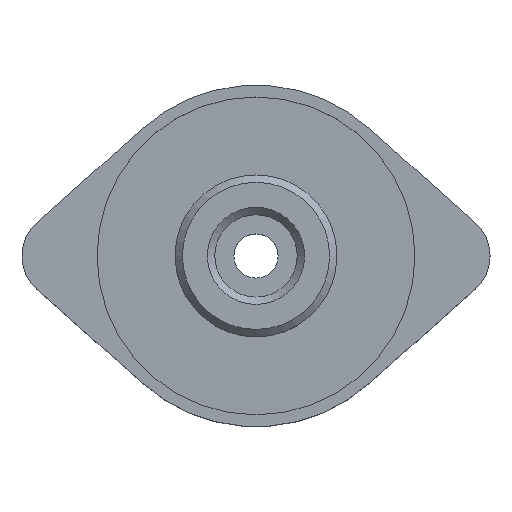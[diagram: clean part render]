
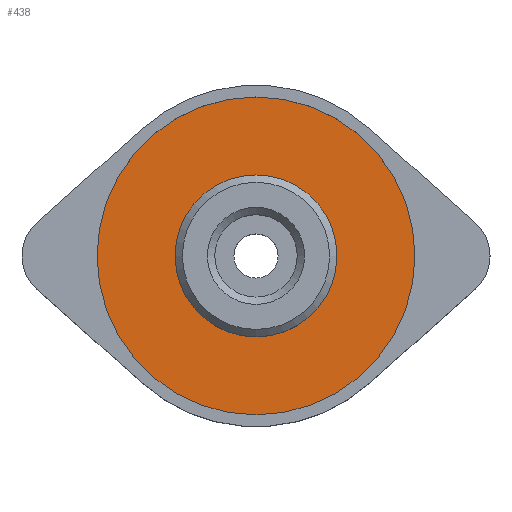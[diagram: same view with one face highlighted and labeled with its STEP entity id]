
A CAD part, top view. The second image highlights one B-rep face of the part: STEP entity #438.
In plain terms, the highlighted planar face has unit normal (0, 0, 1).
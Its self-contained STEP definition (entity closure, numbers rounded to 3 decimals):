
#26=FACE_BOUND('',#95,.T.);
#37=PLANE('',#502);
#63=FACE_OUTER_BOUND('',#94,.T.);
#94=EDGE_LOOP('',(#382));
#95=EDGE_LOOP('',(#383));
#189=CIRCLE('',#493,5.5);
#193=CIRCLE('',#501,10.8);
#224=VERTEX_POINT('',#741);
#228=VERTEX_POINT('',#756);
#276=EDGE_CURVE('',#224,#224,#189,.T.);
#283=EDGE_CURVE('',#228,#228,#193,.T.);
#382=ORIENTED_EDGE('',*,*,#283,.F.);
#383=ORIENTED_EDGE('',*,*,#276,.T.);
#438=ADVANCED_FACE('',(#63,#26),#37,.T.);
#493=AXIS2_PLACEMENT_3D('',#743,#609,#610);
#501=AXIS2_PLACEMENT_3D('',#758,#628,#629);
#502=AXIS2_PLACEMENT_3D('',#759,#630,#631);
#609=DIRECTION('center_axis',(0.,0.,-1.));
#610=DIRECTION('ref_axis',(-1.,0.,0.));
#628=DIRECTION('center_axis',(0.,0.,-1.));
#629=DIRECTION('ref_axis',(-1.,0.,0.));
#630=DIRECTION('center_axis',(0.,0.,1.));
#631=DIRECTION('ref_axis',(-1.,0.,0.));
#741=CARTESIAN_POINT('',(5.5,0.,6.));
#743=CARTESIAN_POINT('Origin',(0.,0.,6.));
#756=CARTESIAN_POINT('',(10.8,0.,6.));
#758=CARTESIAN_POINT('Origin',(0.,0.,6.));
#759=CARTESIAN_POINT('Origin',(0.,0.,6.));
